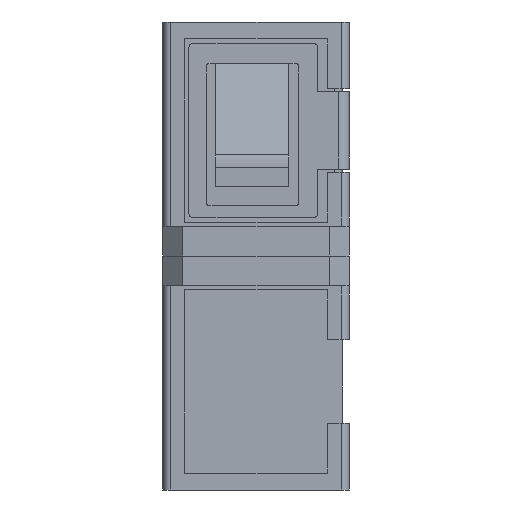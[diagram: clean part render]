
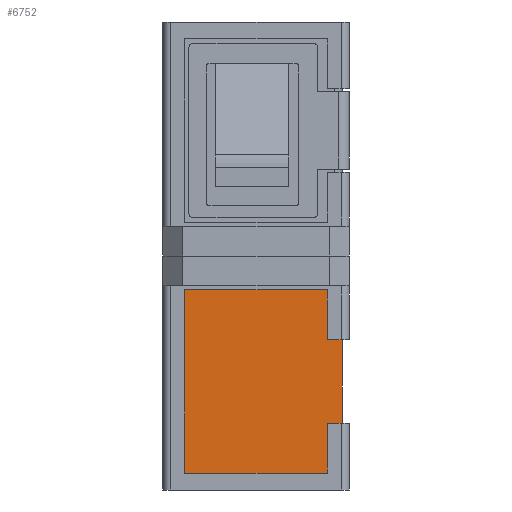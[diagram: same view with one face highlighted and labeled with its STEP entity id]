
A CAD part, left-side view. The second image highlights one B-rep face of the part: STEP entity #6752.
In plain terms, the highlighted planar face has unit normal (-1, 0, 0).
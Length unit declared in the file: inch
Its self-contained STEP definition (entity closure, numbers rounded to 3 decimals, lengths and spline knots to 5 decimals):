
#95 = CARTESIAN_POINT ( 'NONE',  ( -0.23878, -0.1811, -0.16535 ) ) ;
#113 = EDGE_CURVE ( 'NONE', #388, #358, #6642, .T. ) ;
#358 = VERTEX_POINT ( 'NONE', #6962 ) ;
#388 = VERTEX_POINT ( 'NONE', #4553 ) ;
#396 = CARTESIAN_POINT ( 'NONE',  ( -0.23878, -0.16732, 0. ) ) ;
#418 = PLANE ( 'NONE',  #3467 ) ;
#491 = LINE ( 'NONE', #10309, #3964 ) ;
#724 = CARTESIAN_POINT ( 'NONE',  ( -0.23878, 0.1437, -0.42913 ) ) ;
#815 = CARTESIAN_POINT ( 'NONE',  ( -0.23878, -0.1378, -0.42913 ) ) ;
#871 = VERTEX_POINT ( 'NONE', #8127 ) ;
#926 = ORIENTED_EDGE ( 'NONE', *, *, #4921, .T. ) ;
#941 = EDGE_CURVE ( 'NONE', #3175, #5776, #8993, .T. ) ;
#1168 = ORIENTED_EDGE ( 'NONE', *, *, #4335, .T. ) ;
#1422 = EDGE_CURVE ( 'NONE', #3594, #871, #491, .T. ) ;
#1617 = CARTESIAN_POINT ( 'NONE',  ( -0.23878, 0.1437, -0.06693 ) ) ;
#1829 = VECTOR ( 'NONE', #9861, 39.37008 ) ;
#1855 = VECTOR ( 'NONE', #2219, 39.37008 ) ;
#1980 = ORIENTED_EDGE ( 'NONE', *, *, #3731, .T. ) ;
#2102 = LINE ( 'NONE', #6935, #10099 ) ;
#2200 = VECTOR ( 'NONE', #8231, 39.37008 ) ;
#2219 = DIRECTION ( 'NONE',  ( 0., 0., 1. ) ) ;
#2562 = LINE ( 'NONE', #9688, #6802 ) ;
#2740 = DIRECTION ( 'NONE',  ( 0., 0., -1. ) ) ;
#2742 = DIRECTION ( 'NONE',  ( 0., 0., 1. ) ) ;
#3175 = VERTEX_POINT ( 'NONE', #7437 ) ;
#3467 = AXIS2_PLACEMENT_3D ( 'NONE', #9500, #4710, #7983 ) ;
#3468 = EDGE_CURVE ( 'NONE', #358, #3175, #6293, .T. ) ;
#3586 = CARTESIAN_POINT ( 'NONE',  ( -0.23878, -0.16732, -0.33071 ) ) ;
#3594 = VERTEX_POINT ( 'NONE', #815 ) ;
#3731 = EDGE_CURVE ( 'NONE', #5776, #6822, #2102, .T. ) ;
#3964 = VECTOR ( 'NONE', #6230, 39.37008 ) ;
#4123 = DIRECTION ( 'NONE',  ( 0., -1., 0. ) ) ;
#4335 = EDGE_CURVE ( 'NONE', #6822, #3594, #8152, .T. ) ;
#4370 = ORIENTED_EDGE ( 'NONE', *, *, #113, .T. ) ;
#4443 = VERTEX_POINT ( 'NONE', #3586 ) ;
#4553 = CARTESIAN_POINT ( 'NONE',  ( -0.23878, -0.16732, -0.16535 ) ) ;
#4710 = DIRECTION ( 'NONE',  ( -1., 0., 0. ) ) ;
#4921 = EDGE_CURVE ( 'NONE', #4443, #388, #6125, .T. ) ;
#5228 = ORIENTED_EDGE ( 'NONE', *, *, #941, .T. ) ;
#5421 = ORIENTED_EDGE ( 'NONE', *, *, #1422, .T. ) ;
#5776 = VERTEX_POINT ( 'NONE', #6366 ) ;
#5956 = ORIENTED_EDGE ( 'NONE', *, *, #7931, .T. ) ;
#6125 = LINE ( 'NONE', #396, #8432 ) ;
#6230 = DIRECTION ( 'NONE',  ( 0., 0., 1. ) ) ;
#6293 = LINE ( 'NONE', #9576, #1855 ) ;
#6366 = CARTESIAN_POINT ( 'NONE',  ( -0.23878, 0.1437, -0.06693 ) ) ;
#6642 = LINE ( 'NONE', #95, #1829 ) ;
#6752 = ADVANCED_FACE ( 'NONE', ( #8797 ), #418, .T. ) ;
#6802 = VECTOR ( 'NONE', #8089, 39.37008 ) ;
#6822 = VERTEX_POINT ( 'NONE', #724 ) ;
#6935 = CARTESIAN_POINT ( 'NONE',  ( -0.23878, 0.1437, -0.42913 ) ) ;
#6962 = CARTESIAN_POINT ( 'NONE',  ( -0.23878, -0.1378, -0.16535 ) ) ;
#7437 = CARTESIAN_POINT ( 'NONE',  ( -0.23878, -0.1378, -0.06693 ) ) ;
#7931 = EDGE_CURVE ( 'NONE', #871, #4443, #2562, .T. ) ;
#7983 = DIRECTION ( 'NONE',  ( 0., 0., 1. ) ) ;
#8089 = DIRECTION ( 'NONE',  ( 0., -1., 0. ) ) ;
#8127 = CARTESIAN_POINT ( 'NONE',  ( -0.23878, -0.1378, -0.33071 ) ) ;
#8152 = LINE ( 'NONE', #8209, #8874 ) ;
#8209 = CARTESIAN_POINT ( 'NONE',  ( -0.23878, 0.1437, -0.42913 ) ) ;
#8231 = DIRECTION ( 'NONE',  ( 0., 1., 0. ) ) ;
#8432 = VECTOR ( 'NONE', #2742, 39.37008 ) ;
#8797 = FACE_OUTER_BOUND ( 'NONE', #8837, .T. ) ;
#8837 = EDGE_LOOP ( 'NONE', ( #5956, #926, #4370, #10337, #5228, #1980, #1168, #5421 ) ) ;
#8874 = VECTOR ( 'NONE', #4123, 39.37008 ) ;
#8993 = LINE ( 'NONE', #1617, #2200 ) ;
#9500 = CARTESIAN_POINT ( 'NONE',  ( -0.23878, 0., 0. ) ) ;
#9576 = CARTESIAN_POINT ( 'NONE',  ( -0.23878, -0.1378, -0.16535 ) ) ;
#9688 = CARTESIAN_POINT ( 'NONE',  ( -0.23878, -0.1378, -0.33071 ) ) ;
#9861 = DIRECTION ( 'NONE',  ( 0., 1., 0. ) ) ;
#10099 = VECTOR ( 'NONE', #2740, 39.37008 ) ;
#10309 = CARTESIAN_POINT ( 'NONE',  ( -0.23878, -0.1378, -0.42913 ) ) ;
#10337 = ORIENTED_EDGE ( 'NONE', *, *, #3468, .T. ) ;
